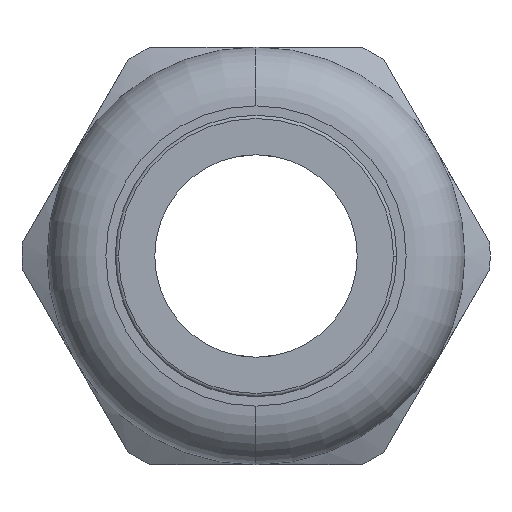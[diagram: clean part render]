
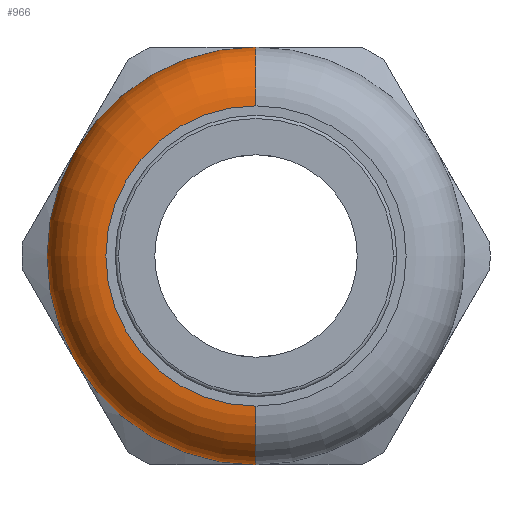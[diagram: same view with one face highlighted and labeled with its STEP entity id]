
A CAD part, left-side view. The second image highlights one B-rep face of the part: STEP entity #966.
In plain terms, the highlighted toroidal (fillet/blend) face has major radius 11.862 mm and minor radius 4.648 mm.
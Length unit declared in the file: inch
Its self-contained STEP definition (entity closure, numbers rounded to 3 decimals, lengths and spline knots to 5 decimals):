
#196 = EDGE_CURVE ( 'NONE', #956, #203, #1328, .T. ) ;
#197 = VERTEX_POINT ( 'NONE', #1323 ) ;
#199 = EDGE_CURVE ( 'NONE', #197, #203, #1317, .T. ) ;
#201 = ORIENTED_EDGE ( 'NONE', *, *, #199, .F. ) ;
#202 = EDGE_CURVE ( 'NONE', #204, #197, #1312, .T. ) ;
#203 = VERTEX_POINT ( 'NONE', #1307 ) ;
#204 = VERTEX_POINT ( 'NONE', #1306 ) ;
#206 = ORIENTED_EDGE ( 'NONE', *, *, #196, .T. ) ;
#208 = ORIENTED_EDGE ( 'NONE', *, *, #202, .F. ) ;
#955 = EDGE_CURVE ( 'NONE', #956, #204, #2218, .T. ) ;
#956 = VERTEX_POINT ( 'NONE', #2219 ) ;
#960 = EDGE_LOOP ( 'NONE', ( #961, #206, #201, #208 ) ) ;
#961 = ORIENTED_EDGE ( 'NONE', *, *, #955, .F. ) ;
#966 = ADVANCED_FACE ( 'NONE', ( #2262 ), #2260, .T. ) ;
#1306 = CARTESIAN_POINT ( 'NONE',  ( -1.22, 0., -0.467 ) ) ;
#1307 = CARTESIAN_POINT ( 'NONE',  ( -1.037, 0., 0.65 ) ) ;
#1308 = DIRECTION ( 'NONE',  ( 0., 0., -1. ) ) ;
#1309 = DIRECTION ( 'NONE',  ( 0., -1., 0. ) ) ;
#1310 = CARTESIAN_POINT ( 'NONE',  ( -1.037, 0., -0.467 ) ) ;
#1311 = AXIS2_PLACEMENT_3D ( 'NONE', #1310, #1309, #1308 ) ;
#1312 = CIRCLE ( 'NONE', #1311, 0.183 ) ;
#1313 = DIRECTION ( 'NONE',  ( 0., 0., -1. ) ) ;
#1314 = DIRECTION ( 'NONE',  ( 1., 0., 0. ) ) ;
#1315 = CARTESIAN_POINT ( 'NONE',  ( -1.037, 0., 0. ) ) ;
#1316 = AXIS2_PLACEMENT_3D ( 'NONE', #1315, #1314, #1313 ) ;
#1317 = CIRCLE ( 'NONE', #1316, 0.65 ) ;
#1323 = CARTESIAN_POINT ( 'NONE',  ( -1.037, 0., -0.65 ) ) ;
#1324 = DIRECTION ( 'NONE',  ( 0., 0., 1. ) ) ;
#1325 = DIRECTION ( 'NONE',  ( 0., 1., 0. ) ) ;
#1326 = CARTESIAN_POINT ( 'NONE',  ( -1.037, 0., 0.467 ) ) ;
#1327 = AXIS2_PLACEMENT_3D ( 'NONE', #1326, #1325, #1324 ) ;
#1328 = CIRCLE ( 'NONE', #1327, 0.183 ) ;
#2215 = DIRECTION ( 'NONE',  ( 0., 0., -1. ) ) ;
#2216 = DIRECTION ( 'NONE',  ( -1., 0., 0. ) ) ;
#2217 = AXIS2_PLACEMENT_3D ( 'NONE', #2225, #2216, #2215 ) ;
#2218 = CIRCLE ( 'NONE', #2217, 0.467 ) ;
#2219 = CARTESIAN_POINT ( 'NONE',  ( -1.22, 0., 0.467 ) ) ;
#2225 = CARTESIAN_POINT ( 'NONE',  ( -1.22, 0., 0. ) ) ;
#2257 = DIRECTION ( 'NONE',  ( 0., 0., -1. ) ) ;
#2258 = DIRECTION ( 'NONE',  ( 1., 0., 0. ) ) ;
#2259 = AXIS2_PLACEMENT_3D ( 'NONE', #2261, #2258, #2257 ) ;
#2260 = TOROIDAL_SURFACE ( 'NONE', #2259, 0.467, 0.183 ) ;
#2261 = CARTESIAN_POINT ( 'NONE',  ( -1.037, 0., 0. ) ) ;
#2262 = FACE_OUTER_BOUND ( 'NONE', #960, .T. ) ;
